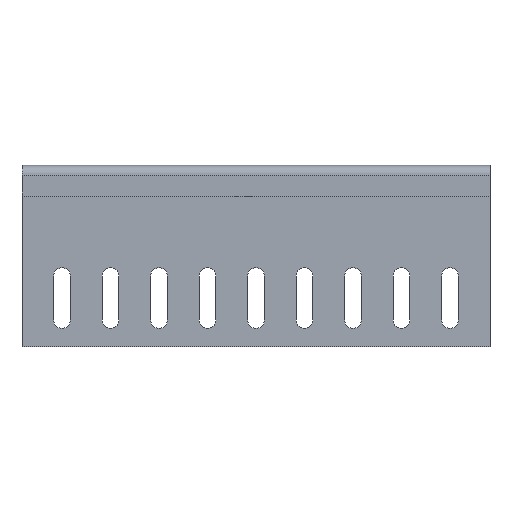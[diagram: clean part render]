
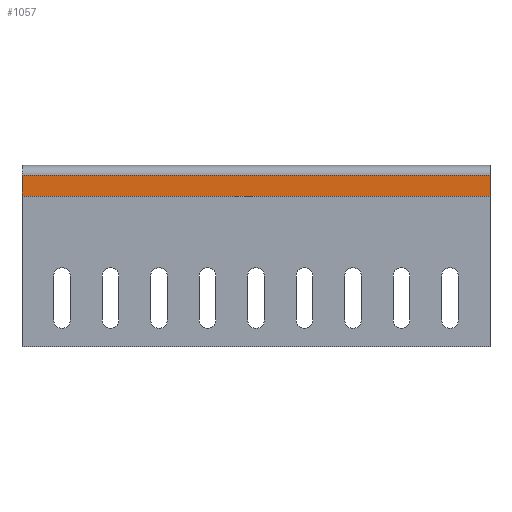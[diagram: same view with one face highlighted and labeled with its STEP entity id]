
A CAD part, top view. The second image highlights one B-rep face of the part: STEP entity #1057.
In plain terms, the highlighted planar face has unit normal (0, 0, 1).
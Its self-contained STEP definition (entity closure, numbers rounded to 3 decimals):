
#45 = LINE ( 'NONE', #1384, #92 ) ;
#80 = VECTOR ( 'NONE', #1374, 1000. ) ;
#85 = LINE ( 'NONE', #1410, #97 ) ;
#92 = VECTOR ( 'NONE', #1389, 1000. ) ;
#93 = LINE ( 'NONE', #1375, #80 ) ;
#97 = VECTOR ( 'NONE', #1383, 1000. ) ;
#144 = VERTEX_POINT ( 'NONE', #523 ) ;
#185 = VERTEX_POINT ( 'NONE', #408 ) ;
#186 = VERTEX_POINT ( 'NONE', #470 ) ;
#202 = VERTEX_POINT ( 'NONE', #438 ) ;
#283 = ORIENTED_EDGE ( 'NONE', *, *, #721, .F. ) ;
#334 = ORIENTED_EDGE ( 'NONE', *, *, #723, .F. ) ;
#363 = ORIENTED_EDGE ( 'NONE', *, *, #724, .T. ) ;
#364 = ORIENTED_EDGE ( 'NONE', *, *, #845, .F. ) ;
#408 = CARTESIAN_POINT ( 'NONE',  ( 96.5, 70.659, 8. ) ) ;
#438 = CARTESIAN_POINT ( 'NONE',  ( -96.5, 70.659, 8. ) ) ;
#470 = CARTESIAN_POINT ( 'NONE',  ( 96.5, 62., 8. ) ) ;
#523 = CARTESIAN_POINT ( 'NONE',  ( -96.5, 62., 8. ) ) ;
#659 = EDGE_LOOP ( 'NONE', ( #334, #363, #283, #364 ) ) ;
#721 = EDGE_CURVE ( 'NONE', #144, #202, #85, .T. ) ;
#723 = EDGE_CURVE ( 'NONE', #185, #186, #45, .T. ) ;
#724 = EDGE_CURVE ( 'NONE', #185, #202, #93, .T. ) ;
#845 = EDGE_CURVE ( 'NONE', #186, #144, #1162, .T. ) ;
#896 = AXIS2_PLACEMENT_3D ( 'NONE', #1561, #1537, #1538 ) ;
#947 = CARTESIAN_POINT ( 'NONE',  ( -96.5, 62., 8. ) ) ;
#1057 = ADVANCED_FACE ( 'NONE', ( #1139 ), #1552, .F. ) ;
#1100 = VECTOR ( 'NONE', #1594, 1000. ) ;
#1139 = FACE_OUTER_BOUND ( 'NONE', #659, .T. ) ;
#1162 = LINE ( 'NONE', #947, #1100 ) ;
#1374 = DIRECTION ( 'NONE',  ( -1., 0., 0. ) ) ;
#1375 = CARTESIAN_POINT ( 'NONE',  ( -96.5, 70.659, 8. ) ) ;
#1383 = DIRECTION ( 'NONE',  ( 0., 1., 0. ) ) ;
#1384 = CARTESIAN_POINT ( 'NONE',  ( 96.5, 62., 8. ) ) ;
#1389 = DIRECTION ( 'NONE',  ( 0., -1., 0. ) ) ;
#1410 = CARTESIAN_POINT ( 'NONE',  ( -96.5, 62., 8. ) ) ;
#1537 = DIRECTION ( 'NONE',  ( 0., 0., -1. ) ) ;
#1538 = DIRECTION ( 'NONE',  ( 1., 0., 0. ) ) ;
#1552 = PLANE ( 'NONE',  #896 ) ;
#1561 = CARTESIAN_POINT ( 'NONE',  ( -96.5, 152., 8. ) ) ;
#1594 = DIRECTION ( 'NONE',  ( -1., 0., 0. ) ) ;
